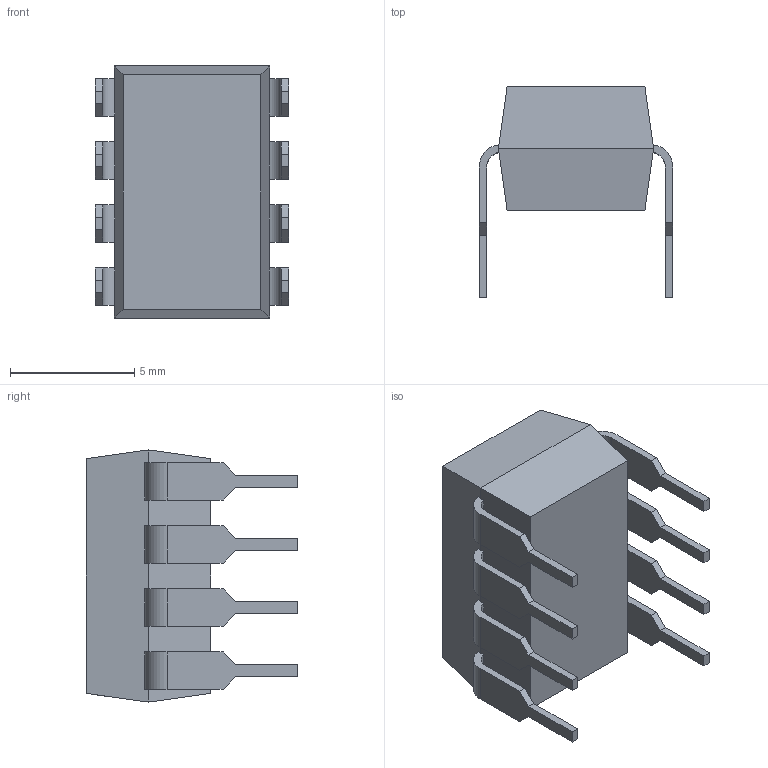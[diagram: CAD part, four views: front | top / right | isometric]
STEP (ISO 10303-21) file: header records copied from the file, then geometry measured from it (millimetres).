
FILE_DESCRIPTION (( 'STEP AP214' ), '1' );
FILE_NAME ('DIP8.STEP', '2011-01-31T06:20:39', ( 'vpeshkov' ), ( 'licard' ), 'SwSTEP 2.0', 'SolidWorks 2009', '' );
FILE_SCHEMA (( 'AUTOMOTIVE_DESIGN' ));
Length unit declared in the file: millimetre
Products named in the file (1): DIP8
Bounding box: 7.8 x 8.5 x 10.16 mm (x, y, z)
Volume: 304.3 mm3; surface area: 401.9 mm2
Topology: 1 solids, 1 shells, 103 faces, 299 edges, 198 vertices
Faces by surface type: plane 85, cylinder 18
Entity records: 3556 total; most frequent: CARTESIAN_POINT 601, ORIENTED_EDGE 598, DIRECTION 543, EDGE_CURVE 299, VECTOR 263, LINE 263, VERTEX_POINT 198, AXIS2_PLACEMENT_3D 140
